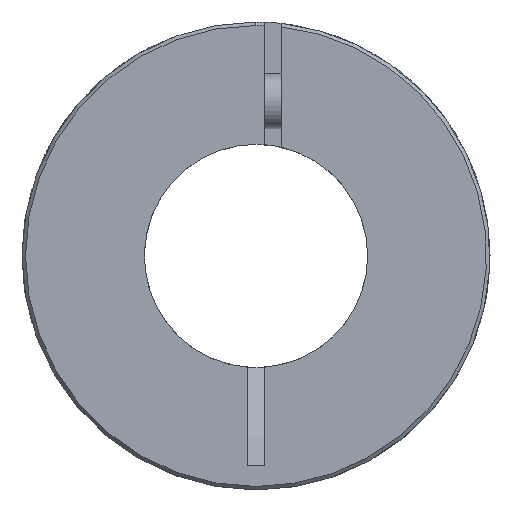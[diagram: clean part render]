
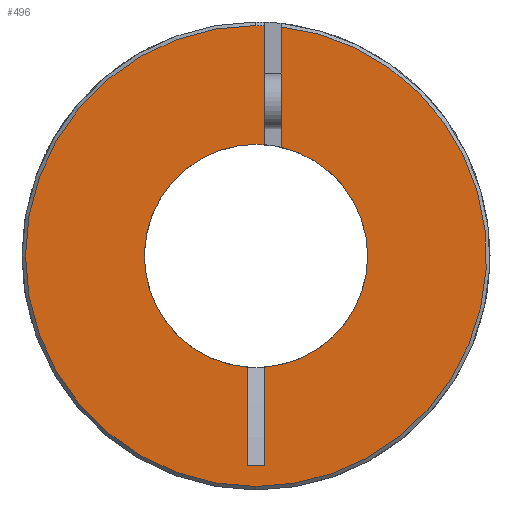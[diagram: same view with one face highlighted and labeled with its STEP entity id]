
A CAD part, left-side view. The second image highlights one B-rep face of the part: STEP entity #496.
In plain terms, the highlighted planar face has unit normal (-1, 0, 0).
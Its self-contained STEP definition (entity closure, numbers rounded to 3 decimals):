
#8 = CARTESIAN_POINT ( 'NONE',  ( -0.014, -0.61, -14.912 ) ) ;
#15 = VECTOR ( 'NONE', #1832, 1000. ) ;
#62 = EDGE_CURVE ( 'NONE', #1434, #1967, #1014, .T. ) ;
#85 = DIRECTION ( 'NONE',  ( 0., 0., -1. ) ) ;
#162 = VERTEX_POINT ( 'NONE', #684 ) ;
#164 = VERTEX_POINT ( 'NONE', #370 ) ;
#181 = ORIENTED_EDGE ( 'NONE', *, *, #1728, .T. ) ;
#262 = CIRCLE ( 'NONE', #589, 7.938 ) ;
#283 = ORIENTED_EDGE ( 'NONE', *, *, #806, .T. ) ;
#310 = FACE_OUTER_BOUND ( 'NONE', #968, .T. ) ;
#317 = DIRECTION ( 'NONE',  ( 0., 0., -1. ) ) ;
#321 = PLANE ( 'NONE',  #612 ) ;
#361 = CARTESIAN_POINT ( 'NONE',  ( -0.014, -0.61, 16.376 ) ) ;
#369 = EDGE_CURVE ( 'NONE', #1270, #2093, #1273, .T. ) ;
#370 = CARTESIAN_POINT ( 'NONE',  ( -0.014, 0., 16.387 ) ) ;
#409 = ORIENTED_EDGE ( 'NONE', *, *, #1218, .F. ) ;
#412 = CARTESIAN_POINT ( 'NONE',  ( -0.014, -0.61, -7.914 ) ) ;
#425 = EDGE_CURVE ( 'NONE', #164, #1434, #1789, .T. ) ;
#453 = AXIS2_PLACEMENT_3D ( 'NONE', #1818, #645, #1971 ) ;
#460 = DIRECTION ( 'NONE',  ( 0., 0., -1. ) ) ;
#463 = ORIENTED_EDGE ( 'NONE', *, *, #1309, .T. ) ;
#482 = LINE ( 'NONE', #1617, #1243 ) ;
#485 = CIRCLE ( 'NONE', #453, 16.387 ) ;
#496 = ADVANCED_FACE ( 'NONE', ( #310 ), #321, .F. ) ;
#589 = AXIS2_PLACEMENT_3D ( 'NONE', #2067, #917, #1935 ) ;
#600 = DIRECTION ( 'NONE',  ( 1., 0., 0. ) ) ;
#612 = AXIS2_PLACEMENT_3D ( 'NONE', #792, #1153, #460 ) ;
#636 = AXIS2_PLACEMENT_3D ( 'NONE', #1524, #911, #2038 ) ;
#639 = CARTESIAN_POINT ( 'NONE',  ( -0.014, -1.778, 0. ) ) ;
#645 = DIRECTION ( 'NONE',  ( -1., 0., 0. ) ) ;
#657 = ORIENTED_EDGE ( 'NONE', *, *, #883, .T. ) ;
#684 = CARTESIAN_POINT ( 'NONE',  ( -0.014, 0., 7.938 ) ) ;
#759 = CARTESIAN_POINT ( 'NONE',  ( -0.014, 0., 0. ) ) ;
#767 = VERTEX_POINT ( 'NONE', #1281 ) ;
#792 = CARTESIAN_POINT ( 'NONE',  ( -0.014, 0., 0. ) ) ;
#806 = EDGE_CURVE ( 'NONE', #1492, #1013, #482, .T. ) ;
#825 = AXIS2_PLACEMENT_3D ( 'NONE', #759, #1414, #85 ) ;
#834 = CIRCLE ( 'NONE', #1418, 7.938 ) ;
#839 = ORIENTED_EDGE ( 'NONE', *, *, #425, .T. ) ;
#883 = EDGE_CURVE ( 'NONE', #1897, #164, #485, .T. ) ;
#911 = DIRECTION ( 'NONE',  ( -1., 0., 0. ) ) ;
#917 = DIRECTION ( 'NONE',  ( 1., 0., 0. ) ) ;
#926 = CARTESIAN_POINT ( 'NONE',  ( -0.014, -1.778, 7.736 ) ) ;
#964 = ORIENTED_EDGE ( 'NONE', *, *, #2129, .T. ) ;
#968 = EDGE_LOOP ( 'NONE', ( #283, #181, #964, #409, #657, #839, #1137, #1084, #1537, #1157, #463 ) ) ;
#1013 = VERTEX_POINT ( 'NONE', #1077 ) ;
#1014 = CIRCLE ( 'NONE', #636, 16.387 ) ;
#1039 = CARTESIAN_POINT ( 'NONE',  ( -0.014, -1.778, 16.29 ) ) ;
#1054 = VECTOR ( 'NONE', #317, 1000. ) ;
#1077 = CARTESIAN_POINT ( 'NONE',  ( -0.014, 0.61, -7.914 ) ) ;
#1084 = ORIENTED_EDGE ( 'NONE', *, *, #1204, .F. ) ;
#1137 = ORIENTED_EDGE ( 'NONE', *, *, #62, .T. ) ;
#1138 = CARTESIAN_POINT ( 'NONE',  ( -0.014, -0.61, 16.626 ) ) ;
#1153 = DIRECTION ( 'NONE',  ( 1., 0., 0. ) ) ;
#1157 = ORIENTED_EDGE ( 'NONE', *, *, #369, .F. ) ;
#1163 = AXIS2_PLACEMENT_3D ( 'NONE', #2097, #1426, #1289 ) ;
#1197 = CARTESIAN_POINT ( 'NONE',  ( -0.014, 0., -16.387 ) ) ;
#1204 = EDGE_CURVE ( 'NONE', #2105, #1967, #1458, .T. ) ;
#1218 = EDGE_CURVE ( 'NONE', #1897, #767, #1965, .T. ) ;
#1243 = VECTOR ( 'NONE', #1994, 1000. ) ;
#1270 = VERTEX_POINT ( 'NONE', #8 ) ;
#1273 = LINE ( 'NONE', #1435, #1637 ) ;
#1281 = CARTESIAN_POINT ( 'NONE',  ( -0.014, -0.61, 7.914 ) ) ;
#1289 = DIRECTION ( 'NONE',  ( 0., 0., -1. ) ) ;
#1309 = EDGE_CURVE ( 'NONE', #1270, #1492, #1317, .T. ) ;
#1317 = LINE ( 'NONE', #1822, #15 ) ;
#1345 = CIRCLE ( 'NONE', #825, 7.938 ) ;
#1385 = DIRECTION ( 'NONE',  ( 0., 0., -1. ) ) ;
#1414 = DIRECTION ( 'NONE',  ( 1., 0., 0. ) ) ;
#1418 = AXIS2_PLACEMENT_3D ( 'NONE', #1760, #600, #1385 ) ;
#1426 = DIRECTION ( 'NONE',  ( -1., 0., 0. ) ) ;
#1434 = VERTEX_POINT ( 'NONE', #1197 ) ;
#1435 = CARTESIAN_POINT ( 'NONE',  ( -0.014, -0.61, -14.912 ) ) ;
#1458 = LINE ( 'NONE', #639, #2065 ) ;
#1490 = DIRECTION ( 'NONE',  ( 0., 0., 1. ) ) ;
#1492 = VERTEX_POINT ( 'NONE', #1561 ) ;
#1524 = CARTESIAN_POINT ( 'NONE',  ( -0.014, 0., 0. ) ) ;
#1537 = ORIENTED_EDGE ( 'NONE', *, *, #1801, .T. ) ;
#1561 = CARTESIAN_POINT ( 'NONE',  ( -0.014, 0.61, -14.912 ) ) ;
#1617 = CARTESIAN_POINT ( 'NONE',  ( -0.014, 0.61, -14.912 ) ) ;
#1637 = VECTOR ( 'NONE', #1943, 1000. ) ;
#1728 = EDGE_CURVE ( 'NONE', #1013, #162, #834, .T. ) ;
#1760 = CARTESIAN_POINT ( 'NONE',  ( -0.014, 0., 0. ) ) ;
#1789 = CIRCLE ( 'NONE', #1163, 16.387 ) ;
#1801 = EDGE_CURVE ( 'NONE', #2105, #2093, #262, .T. ) ;
#1818 = CARTESIAN_POINT ( 'NONE',  ( -0.014, 0., 0. ) ) ;
#1822 = CARTESIAN_POINT ( 'NONE',  ( -0.014, -0.61, -14.912 ) ) ;
#1832 = DIRECTION ( 'NONE',  ( 0., 1., 0. ) ) ;
#1897 = VERTEX_POINT ( 'NONE', #361 ) ;
#1935 = DIRECTION ( 'NONE',  ( 0., 0., -1. ) ) ;
#1943 = DIRECTION ( 'NONE',  ( 0., 0., 1. ) ) ;
#1965 = LINE ( 'NONE', #1138, #1054 ) ;
#1967 = VERTEX_POINT ( 'NONE', #1039 ) ;
#1971 = DIRECTION ( 'NONE',  ( 0., 0., -1. ) ) ;
#1994 = DIRECTION ( 'NONE',  ( 0., 0., 1. ) ) ;
#2038 = DIRECTION ( 'NONE',  ( 0., 0., -1. ) ) ;
#2065 = VECTOR ( 'NONE', #1490, 1000. ) ;
#2067 = CARTESIAN_POINT ( 'NONE',  ( -0.014, 0., 0. ) ) ;
#2093 = VERTEX_POINT ( 'NONE', #412 ) ;
#2097 = CARTESIAN_POINT ( 'NONE',  ( -0.014, 0., 0. ) ) ;
#2105 = VERTEX_POINT ( 'NONE', #926 ) ;
#2129 = EDGE_CURVE ( 'NONE', #162, #767, #1345, .T. ) ;
